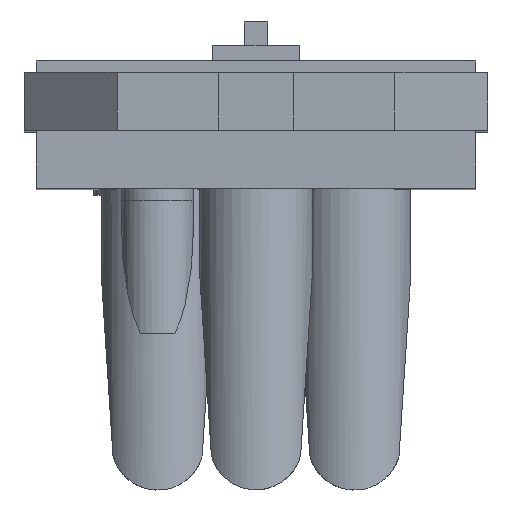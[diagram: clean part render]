
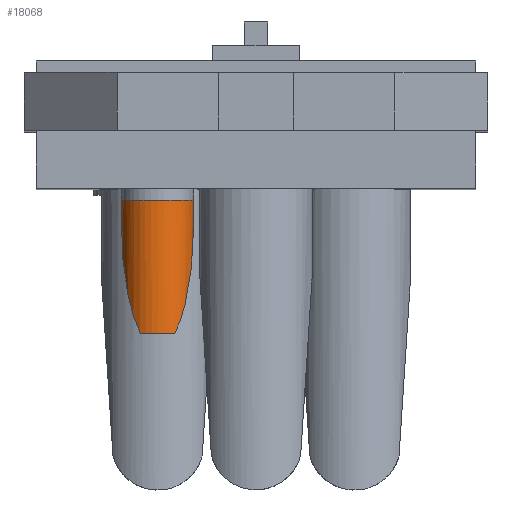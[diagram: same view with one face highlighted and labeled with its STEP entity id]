
A CAD part, top view. The second image highlights one B-rep face of the part: STEP entity #18068.
In plain terms, the highlighted cylindrical face has radius 0.625 mm (diameter 1.25 mm), a partial arc.
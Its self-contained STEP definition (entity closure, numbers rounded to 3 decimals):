
#17808 = CYLINDRICAL_SURFACE('',#17809,0.625);
#17809 = AXIS2_PLACEMENT_3D('',#17810,#17811,#17812);
#17810 = CARTESIAN_POINT('',(-1.7,0.4,
    5.5));
#17811 = DIRECTION('',(0.,1.,0.));
#17812 = DIRECTION('',(1.,0.,0.));
#17837 = VERTEX_POINT('',#17838);
#17838 = CARTESIAN_POINT('',(-1.075,-0.2,
    5.5));
#17859 = EDGE_CURVE('',#17837,#17860,#17862,.T.);
#17860 = VERTEX_POINT('',#17861);
#17861 = CARTESIAN_POINT('',(-2.325,-0.2,
    5.5));
#17862 = SURFACE_CURVE('',#17863,(#17868,#17875),.PCURVE_S1.);
#17863 = CIRCLE('',#17864,0.625);
#17864 = AXIS2_PLACEMENT_3D('',#17865,#17866,#17867);
#17865 = CARTESIAN_POINT('',(-1.7,-0.2,
    5.5));
#17866 = DIRECTION('',(0.,-1.,0.));
#17867 = DIRECTION('',(1.,0.,0.));
#17868 = PCURVE('',#17808,#17869);
#17869 = DEFINITIONAL_REPRESENTATION('',(#17870),#17874);
#17870 = LINE('',#17871,#17872);
#17871 = CARTESIAN_POINT('',(-0.,-0.6));
#17872 = VECTOR('',#17873,1.);
#17873 = DIRECTION('',(-1.,0.));
#17874 = ( GEOMETRIC_REPRESENTATION_CONTEXT(2) 
PARAMETRIC_REPRESENTATION_CONTEXT() REPRESENTATION_CONTEXT('2D SPACE',''
  ) );
#17875 = PCURVE('',#17876,#17881);
#17876 = CYLINDRICAL_SURFACE('',#17877,0.625);
#17877 = AXIS2_PLACEMENT_3D('',#17878,#17879,#17880);
#17878 = CARTESIAN_POINT('',(-1.7,-0.2,
    5.5));
#17879 = DIRECTION('',(0.,1.,0.));
#17880 = DIRECTION('',(1.,0.,0.));
#17881 = DEFINITIONAL_REPRESENTATION('',(#17882),#17886);
#17882 = LINE('',#17883,#17884);
#17883 = CARTESIAN_POINT('',(-0.,0.));
#17884 = VECTOR('',#17885,1.);
#17885 = DIRECTION('',(-1.,0.));
#17886 = ( GEOMETRIC_REPRESENTATION_CONTEXT(2) 
PARAMETRIC_REPRESENTATION_CONTEXT() REPRESENTATION_CONTEXT('2D SPACE',''
  ) );
#18007 = PLANE('',#18008);
#18008 = AXIS2_PLACEMENT_3D('',#18009,#18010,#18011);
#18009 = CARTESIAN_POINT('',(-2.325,-0.2,
    5.5));
#18010 = DIRECTION('',(0.,0.,1.));
#18011 = DIRECTION('',(1.,0.,0.));
#18057 = PLANE('',#18058);
#18058 = AXIS2_PLACEMENT_3D('',#18059,#18060,#18061);
#18059 = CARTESIAN_POINT('',(-2.325,-0.2,
    5.5));
#18060 = DIRECTION('',(0.,0.,1.));
#18061 = DIRECTION('',(1.,0.,0.));
#18068 = ADVANCED_FACE('',(#18069),#17876,.T.);
#18069 = FACE_BOUND('',#18070,.F.);
#18070 = EDGE_LOOP('',(#18071,#18072,#18095,#18129,#18162,#18191));
#18071 = ORIENTED_EDGE('',*,*,#17859,.F.);
#18072 = ORIENTED_EDGE('',*,*,#18073,.T.);
#18073 = EDGE_CURVE('',#17837,#18074,#18076,.T.);
#18074 = VERTEX_POINT('',#18075);
#18075 = CARTESIAN_POINT('',(-1.075,-0.6,
    5.5));
#18076 = SURFACE_CURVE('',#18077,(#18081,#18088),.PCURVE_S1.);
#18077 = LINE('',#18078,#18079);
#18078 = CARTESIAN_POINT('',(-1.075,-0.2,
    5.5));
#18079 = VECTOR('',#18080,1.);
#18080 = DIRECTION('',(0.,-1.,0.));
#18081 = PCURVE('',#17876,#18082);
#18082 = DEFINITIONAL_REPRESENTATION('',(#18083),#18087);
#18083 = LINE('',#18084,#18085);
#18084 = CARTESIAN_POINT('',(-0.,0.));
#18085 = VECTOR('',#18086,1.);
#18086 = DIRECTION('',(-0.,-1.));
#18087 = ( GEOMETRIC_REPRESENTATION_CONTEXT(2) 
PARAMETRIC_REPRESENTATION_CONTEXT() REPRESENTATION_CONTEXT('2D SPACE',''
  ) );
#18088 = PCURVE('',#18057,#18089);
#18089 = DEFINITIONAL_REPRESENTATION('',(#18090),#18094);
#18090 = LINE('',#18091,#18092);
#18091 = CARTESIAN_POINT('',(1.25,0.));
#18092 = VECTOR('',#18093,1.);
#18093 = DIRECTION('',(0.,-1.));
#18094 = ( GEOMETRIC_REPRESENTATION_CONTEXT(2) 
PARAMETRIC_REPRESENTATION_CONTEXT() REPRESENTATION_CONTEXT('2D SPACE',''
  ) );
#18095 = ORIENTED_EDGE('',*,*,#18096,.T.);
#18096 = EDGE_CURVE('',#18074,#18097,#18099,.T.);
#18097 = VERTEX_POINT('',#18098);
#18098 = CARTESIAN_POINT('',(-1.403,-2.5,
    6.05));
#18099 = SURFACE_CURVE('',#18100,(#18105,#18117),.PCURVE_S1.);
#18100 = ELLIPSE('',#18101,2.248,0.625);
#18101 = AXIS2_PLACEMENT_3D('',#18102,#18103,#18104);
#18102 = CARTESIAN_POINT('',(-1.7,-0.6,
    5.5));
#18103 = DIRECTION('',(0.,-0.278,-0.961));
#18104 = DIRECTION('',(0.,0.961,-0.278));
#18105 = PCURVE('',#17876,#18106);
#18106 = DEFINITIONAL_REPRESENTATION('',(#18107),#18116);
#18107 = B_SPLINE_CURVE_WITH_KNOTS('',7,(#18108,#18109,#18110,#18111,
    #18112,#18113,#18114,#18115),.UNSPECIFIED.,.F.,.F.,(8,8),(
    1.571,2.647),.PIECEWISE_BEZIER_KNOTS.);
#18108 = CARTESIAN_POINT('',(0.,-0.4));
#18109 = CARTESIAN_POINT('',(-0.154,-0.732));
#18110 = CARTESIAN_POINT('',(-0.307,-1.064));
#18111 = CARTESIAN_POINT('',(-0.461,-1.383));
#18112 = CARTESIAN_POINT('',(-0.615,-1.676));
#18113 = CARTESIAN_POINT('',(-0.768,-1.932));
#18114 = CARTESIAN_POINT('',(-0.922,-2.142));
#18115 = CARTESIAN_POINT('',(-1.076,-2.3));
#18116 = ( GEOMETRIC_REPRESENTATION_CONTEXT(2) 
PARAMETRIC_REPRESENTATION_CONTEXT() REPRESENTATION_CONTEXT('2D SPACE',''
  ) );
#18117 = PCURVE('',#18118,#18123);
#18118 = PLANE('',#18119);
#18119 = AXIS2_PLACEMENT_3D('',#18120,#18121,#18122);
#18120 = CARTESIAN_POINT('',(-6.7,-0.6,
    5.5));
#18121 = DIRECTION('',(0.,-0.278,-0.961));
#18122 = DIRECTION('',(0.,-0.961,0.278));
#18123 = DEFINITIONAL_REPRESENTATION('',(#18124),#18128);
#18124 = ELLIPSE('',#18125,2.248,0.625);
#18125 = AXIS2_PLACEMENT_2D('',#18126,#18127);
#18126 = CARTESIAN_POINT('',(0.,-5.));
#18127 = DIRECTION('',(-1.,0.));
#18128 = ( GEOMETRIC_REPRESENTATION_CONTEXT(2) 
PARAMETRIC_REPRESENTATION_CONTEXT() REPRESENTATION_CONTEXT('2D SPACE',''
  ) );
#18129 = ORIENTED_EDGE('',*,*,#18130,.T.);
#18130 = EDGE_CURVE('',#18097,#18131,#18133,.T.);
#18131 = VERTEX_POINT('',#18132);
#18132 = CARTESIAN_POINT('',(-1.997,-2.5,
    6.05));
#18133 = SURFACE_CURVE('',#18134,(#18139,#18146),.PCURVE_S1.);
#18134 = CIRCLE('',#18135,0.625);
#18135 = AXIS2_PLACEMENT_3D('',#18136,#18137,#18138);
#18136 = CARTESIAN_POINT('',(-1.7,-2.5,
    5.5));
#18137 = DIRECTION('',(0.,-1.,0.));
#18138 = DIRECTION('',(1.,0.,0.));
#18139 = PCURVE('',#17876,#18140);
#18140 = DEFINITIONAL_REPRESENTATION('',(#18141),#18145);
#18141 = LINE('',#18142,#18143);
#18142 = CARTESIAN_POINT('',(-0.,-2.3));
#18143 = VECTOR('',#18144,1.);
#18144 = DIRECTION('',(-1.,0.));
#18145 = ( GEOMETRIC_REPRESENTATION_CONTEXT(2) 
PARAMETRIC_REPRESENTATION_CONTEXT() REPRESENTATION_CONTEXT('2D SPACE',''
  ) );
#18146 = PCURVE('',#18147,#18152);
#18147 = PLANE('',#18148);
#18148 = AXIS2_PLACEMENT_3D('',#18149,#18150,#18151);
#18149 = CARTESIAN_POINT('',(-1.7,-2.5,
    5.717));
#18150 = DIRECTION('',(0.,1.,0.));
#18151 = DIRECTION('',(0.,0.,1.));
#18152 = DEFINITIONAL_REPRESENTATION('',(#18153),#18161);
#18153 = ( BOUNDED_CURVE() B_SPLINE_CURVE(2,(#18154,#18155,#18156,#18157
    ,#18158,#18159,#18160),.UNSPECIFIED.,.T.,.F.) 
B_SPLINE_CURVE_WITH_KNOTS((1,2,2,2,2,1),(-2.094,0.,
    2.094,4.189,6.283,8.378),
.UNSPECIFIED.) CURVE() GEOMETRIC_REPRESENTATION_ITEM() 
RATIONAL_B_SPLINE_CURVE((1.,0.5,1.,0.5,1.,0.5,1.)) REPRESENTATION_ITEM(
  '') );
#18154 = CARTESIAN_POINT('',(-0.217,0.625));
#18155 = CARTESIAN_POINT('',(0.866,0.625));
#18156 = CARTESIAN_POINT('',(0.325,-0.313));
#18157 = CARTESIAN_POINT('',(-0.217,-1.25));
#18158 = CARTESIAN_POINT('',(-0.758,-0.313));
#18159 = CARTESIAN_POINT('',(-1.299,0.625));
#18160 = CARTESIAN_POINT('',(-0.217,0.625));
#18161 = ( GEOMETRIC_REPRESENTATION_CONTEXT(2) 
PARAMETRIC_REPRESENTATION_CONTEXT() REPRESENTATION_CONTEXT('2D SPACE',''
  ) );
#18162 = ORIENTED_EDGE('',*,*,#18163,.T.);
#18163 = EDGE_CURVE('',#18131,#18164,#18166,.T.);
#18164 = VERTEX_POINT('',#18165);
#18165 = CARTESIAN_POINT('',(-2.325,-0.6,
    5.5));
#18166 = SURFACE_CURVE('',#18167,(#18172,#18184),.PCURVE_S1.);
#18167 = ELLIPSE('',#18168,2.248,0.625);
#18168 = AXIS2_PLACEMENT_3D('',#18169,#18170,#18171);
#18169 = CARTESIAN_POINT('',(-1.7,-0.6,
    5.5));
#18170 = DIRECTION('',(0.,-0.278,-0.961));
#18171 = DIRECTION('',(0.,0.961,-0.278));
#18172 = PCURVE('',#17876,#18173);
#18173 = DEFINITIONAL_REPRESENTATION('',(#18174),#18183);
#18174 = B_SPLINE_CURVE_WITH_KNOTS('',7,(#18175,#18176,#18177,#18178,
    #18179,#18180,#18181,#18182),.UNSPECIFIED.,.F.,.F.,(8,8),(
    3.637,4.712),.PIECEWISE_BEZIER_KNOTS.);
#18175 = CARTESIAN_POINT('',(-2.066,-2.3));
#18176 = CARTESIAN_POINT('',(-2.219,-2.142));
#18177 = CARTESIAN_POINT('',(-2.373,-1.932));
#18178 = CARTESIAN_POINT('',(-2.527,-1.676));
#18179 = CARTESIAN_POINT('',(-2.681,-1.383));
#18180 = CARTESIAN_POINT('',(-2.834,-1.064));
#18181 = CARTESIAN_POINT('',(-2.988,-0.732));
#18182 = CARTESIAN_POINT('',(-3.142,-0.4));
#18183 = ( GEOMETRIC_REPRESENTATION_CONTEXT(2) 
PARAMETRIC_REPRESENTATION_CONTEXT() REPRESENTATION_CONTEXT('2D SPACE',''
  ) );
#18184 = PCURVE('',#18118,#18185);
#18185 = DEFINITIONAL_REPRESENTATION('',(#18186),#18190);
#18186 = ELLIPSE('',#18187,2.248,0.625);
#18187 = AXIS2_PLACEMENT_2D('',#18188,#18189);
#18188 = CARTESIAN_POINT('',(0.,-5.));
#18189 = DIRECTION('',(-1.,0.));
#18190 = ( GEOMETRIC_REPRESENTATION_CONTEXT(2) 
PARAMETRIC_REPRESENTATION_CONTEXT() REPRESENTATION_CONTEXT('2D SPACE',''
  ) );
#18191 = ORIENTED_EDGE('',*,*,#18192,.F.);
#18192 = EDGE_CURVE('',#17860,#18164,#18193,.T.);
#18193 = SURFACE_CURVE('',#18194,(#18198,#18205),.PCURVE_S1.);
#18194 = LINE('',#18195,#18196);
#18195 = CARTESIAN_POINT('',(-2.325,-0.2,
    5.5));
#18196 = VECTOR('',#18197,1.);
#18197 = DIRECTION('',(0.,-1.,0.));
#18198 = PCURVE('',#17876,#18199);
#18199 = DEFINITIONAL_REPRESENTATION('',(#18200),#18204);
#18200 = LINE('',#18201,#18202);
#18201 = CARTESIAN_POINT('',(-3.142,0.));
#18202 = VECTOR('',#18203,1.);
#18203 = DIRECTION('',(-0.,-1.));
#18204 = ( GEOMETRIC_REPRESENTATION_CONTEXT(2) 
PARAMETRIC_REPRESENTATION_CONTEXT() REPRESENTATION_CONTEXT('2D SPACE',''
  ) );
#18205 = PCURVE('',#18007,#18206);
#18206 = DEFINITIONAL_REPRESENTATION('',(#18207),#18211);
#18207 = LINE('',#18208,#18209);
#18208 = CARTESIAN_POINT('',(0.,0.));
#18209 = VECTOR('',#18210,1.);
#18210 = DIRECTION('',(0.,-1.));
#18211 = ( GEOMETRIC_REPRESENTATION_CONTEXT(2) 
PARAMETRIC_REPRESENTATION_CONTEXT() REPRESENTATION_CONTEXT('2D SPACE',''
  ) );
